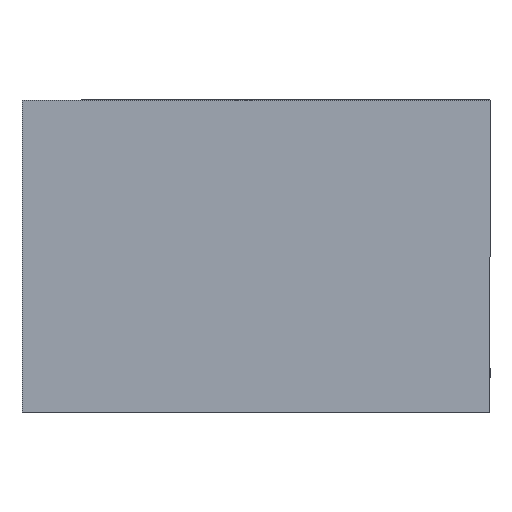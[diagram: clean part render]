
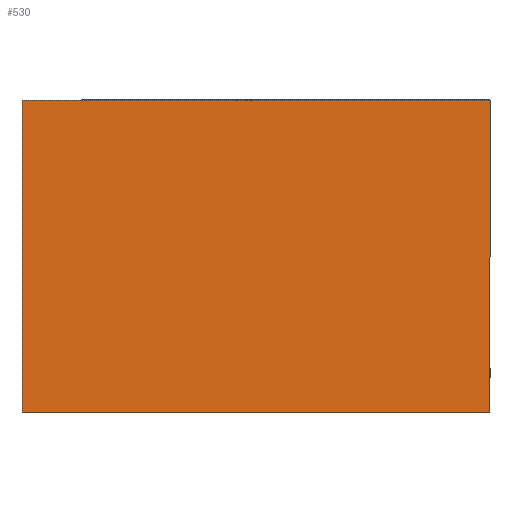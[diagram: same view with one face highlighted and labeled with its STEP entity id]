
A CAD part, front view. The second image highlights one B-rep face of the part: STEP entity #530.
In plain terms, the highlighted planar face has unit normal (0, -1, 0).
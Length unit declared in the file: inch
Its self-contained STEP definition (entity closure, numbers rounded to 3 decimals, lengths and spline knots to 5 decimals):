
#41 = EDGE_CURVE ( 'NONE', #1531, #1530, #1984, .T. ) ;
#186 = PLANE ( 'NONE',  #1368 ) ;
#187 = CARTESIAN_POINT ( 'NONE',  ( 0., 0., 0. ) ) ;
#188 = DIRECTION ( 'NONE',  ( 0., -1., 0. ) ) ;
#189 = DIRECTION ( 'NONE',  ( 0., 0., -1. ) ) ;
#294 = CARTESIAN_POINT ( 'NONE',  ( 6., 0., -4. ) ) ;
#301 = CARTESIAN_POINT ( 'NONE',  ( 6., 0., 4. ) ) ;
#303 = CARTESIAN_POINT ( 'NONE',  ( -6., 0., 4. ) ) ;
#304 = CARTESIAN_POINT ( 'NONE',  ( -6., 0., -4. ) ) ;
#441 = EDGE_CURVE ( 'NONE', #1521, #1531, #985, .T. ) ;
#453 = EDGE_CURVE ( 'NONE', #1530, #1528, #1023, .T. ) ;
#474 = EDGE_CURVE ( 'NONE', #1528, #1521, #1092, .T. ) ;
#530 = ADVANCED_FACE ( 'NONE', ( #1362 ), #186, .T. ) ;
#565 = VECTOR ( 'NONE', #1986, 39.37008 ) ;
#671 = VECTOR ( 'NONE', #987, 39.37008 ) ;
#691 = VECTOR ( 'NONE', #1025, 39.37008 ) ;
#985 = LINE ( 'NONE', #986, #671 ) ;
#986 = CARTESIAN_POINT ( 'NONE',  ( 6., 0., -4. ) ) ;
#987 = DIRECTION ( 'NONE',  ( -1., 0., 0. ) ) ;
#1023 = LINE ( 'NONE', #1024, #691 ) ;
#1024 = CARTESIAN_POINT ( 'NONE',  ( 6., 0., 4. ) ) ;
#1025 = DIRECTION ( 'NONE',  ( 1., 0., 0. ) ) ;
#1092 = LINE ( 'NONE', #1093, #1274 ) ;
#1093 = CARTESIAN_POINT ( 'NONE',  ( 6., 0., -4. ) ) ;
#1094 = DIRECTION ( 'NONE',  ( 0., 0., -1. ) ) ;
#1274 = VECTOR ( 'NONE', #1094, 39.37008 ) ;
#1362 = FACE_OUTER_BOUND ( 'NONE', #1451, .T. ) ;
#1368 = AXIS2_PLACEMENT_3D ( 'NONE', #187, #188, #189 ) ;
#1451 = EDGE_LOOP ( 'NONE', ( #1574, #1575, #1576, #1572 ) ) ;
#1521 = VERTEX_POINT ( 'NONE', #294 ) ;
#1528 = VERTEX_POINT ( 'NONE', #301 ) ;
#1530 = VERTEX_POINT ( 'NONE', #303 ) ;
#1531 = VERTEX_POINT ( 'NONE', #304 ) ;
#1572 = ORIENTED_EDGE ( 'NONE', *, *, #453, .F. ) ;
#1574 = ORIENTED_EDGE ( 'NONE', *, *, #41, .F. ) ;
#1575 = ORIENTED_EDGE ( 'NONE', *, *, #441, .F. ) ;
#1576 = ORIENTED_EDGE ( 'NONE', *, *, #474, .F. ) ;
#1984 = LINE ( 'NONE', #1985, #565 ) ;
#1985 = CARTESIAN_POINT ( 'NONE',  ( -6., 0., -4. ) ) ;
#1986 = DIRECTION ( 'NONE',  ( 0., 0., 1. ) ) ;
